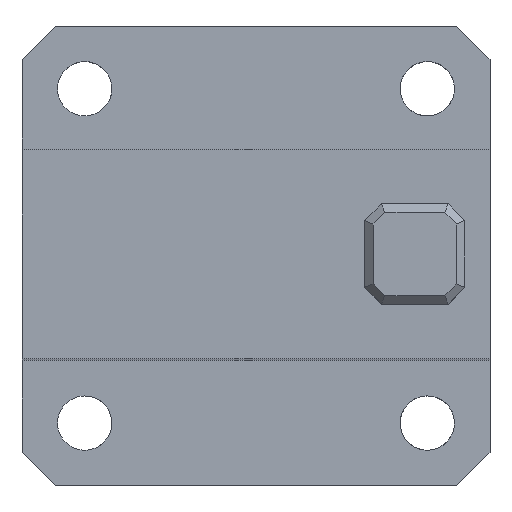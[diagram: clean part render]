
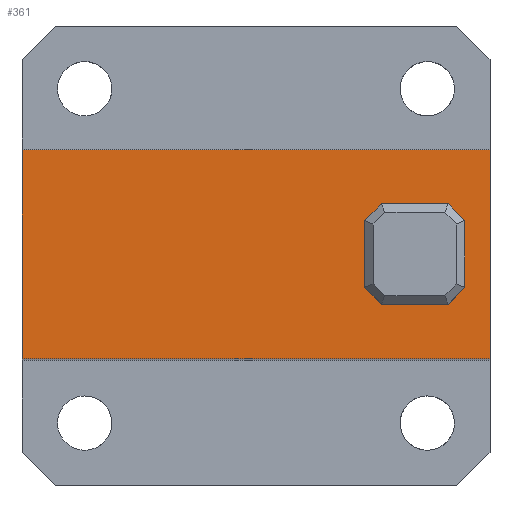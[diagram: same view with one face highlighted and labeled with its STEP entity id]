
A CAD part, top view. The second image highlights one B-rep face of the part: STEP entity #361.
In plain terms, the highlighted planar face has unit normal (0, 0, 1).
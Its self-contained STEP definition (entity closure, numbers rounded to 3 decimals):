
#282=AXIS2_PLACEMENT_3D('Plane Axis2P3D',#279,#280,#281) ;
#43=CARTESIAN_POINT('Vertex',(-28.,-12.5,0.)) ;
#57=CARTESIAN_POINT('Vertex',(28.,-12.5,0.)) ;
#60=CARTESIAN_POINT('Line Origine',(0.,-12.5,0.)) ;
#77=CARTESIAN_POINT('Line Origine',(-28.,0.,0.)) ;
#81=CARTESIAN_POINT('Vertex',(-28.,12.5,0.)) ;
#230=CARTESIAN_POINT('Vertex',(28.,12.5,0.)) ;
#233=CARTESIAN_POINT('Line Origine',(28.,0.,0.)) ;
#279=CARTESIAN_POINT('Axis2P3D Location',(0.,0.,0.)) ;
#284=CARTESIAN_POINT('Line Origine',(0.,12.5,0.)) ;
#295=CARTESIAN_POINT('Line Origine',(24.,5.,0.)) ;
#299=CARTESIAN_POINT('Vertex',(23.,6.,0.)) ;
#301=CARTESIAN_POINT('Vertex',(25.,4.,0.)) ;
#304=CARTESIAN_POINT('Line Origine',(25.,0.,0.)) ;
#308=CARTESIAN_POINT('Vertex',(25.,-4.,0.)) ;
#311=CARTESIAN_POINT('Line Origine',(24.,-5.,0.)) ;
#315=CARTESIAN_POINT('Vertex',(23.,-6.,0.)) ;
#318=CARTESIAN_POINT('Line Origine',(19.,-6.,0.)) ;
#322=CARTESIAN_POINT('Vertex',(15.,-6.,0.)) ;
#325=CARTESIAN_POINT('Line Origine',(14.,-5.,0.)) ;
#329=CARTESIAN_POINT('Vertex',(13.,-4.,0.)) ;
#332=CARTESIAN_POINT('Line Origine',(13.,0.,0.)) ;
#336=CARTESIAN_POINT('Vertex',(13.,4.,0.)) ;
#339=CARTESIAN_POINT('Line Origine',(14.,5.,0.)) ;
#343=CARTESIAN_POINT('Vertex',(15.,6.,0.)) ;
#346=CARTESIAN_POINT('Line Origine',(19.,6.,0.)) ;
#61=DIRECTION('Vector Direction',(1.,0.,0.)) ;
#78=DIRECTION('Vector Direction',(0.,-1.,0.)) ;
#234=DIRECTION('Vector Direction',(0.,1.,0.)) ;
#280=DIRECTION('Axis2P3D Direction',(0.,0.,1.)) ;
#281=DIRECTION('Axis2P3D XDirection',(0.,-1.,0.)) ;
#285=DIRECTION('Vector Direction',(1.,0.,0.)) ;
#296=DIRECTION('Vector Direction',(0.707,-0.707,0.)) ;
#305=DIRECTION('Vector Direction',(0.,1.,0.)) ;
#312=DIRECTION('Vector Direction',(-0.707,-0.707,0.)) ;
#319=DIRECTION('Vector Direction',(-1.,0.,0.)) ;
#326=DIRECTION('Vector Direction',(-0.707,0.707,0.)) ;
#333=DIRECTION('Vector Direction',(0.,1.,0.)) ;
#340=DIRECTION('Vector Direction',(0.707,0.707,0.)) ;
#347=DIRECTION('Vector Direction',(1.,0.,0.)) ;
#62=VECTOR('Line Direction',#61,1.) ;
#79=VECTOR('Line Direction',#78,1.) ;
#235=VECTOR('Line Direction',#234,1.) ;
#286=VECTOR('Line Direction',#285,1.) ;
#297=VECTOR('Line Direction',#296,1.) ;
#306=VECTOR('Line Direction',#305,1.) ;
#313=VECTOR('Line Direction',#312,1.) ;
#320=VECTOR('Line Direction',#319,1.) ;
#327=VECTOR('Line Direction',#326,1.) ;
#334=VECTOR('Line Direction',#333,1.) ;
#341=VECTOR('Line Direction',#340,1.) ;
#348=VECTOR('Line Direction',#347,1.) ;
#290=ORIENTED_EDGE('',*,*,#83,.T.) ;
#291=ORIENTED_EDGE('',*,*,#64,.T.) ;
#292=ORIENTED_EDGE('',*,*,#237,.T.) ;
#293=ORIENTED_EDGE('',*,*,#288,.F.) ;
#352=ORIENTED_EDGE('',*,*,#303,.T.) ;
#353=ORIENTED_EDGE('',*,*,#310,.T.) ;
#354=ORIENTED_EDGE('',*,*,#317,.T.) ;
#355=ORIENTED_EDGE('',*,*,#324,.T.) ;
#356=ORIENTED_EDGE('',*,*,#331,.T.) ;
#357=ORIENTED_EDGE('',*,*,#338,.T.) ;
#358=ORIENTED_EDGE('',*,*,#345,.T.) ;
#359=ORIENTED_EDGE('',*,*,#350,.T.) ;
#360=FACE_BOUND('',#351,.T.) ;
#361=ADVANCED_FACE('01_SSS02_\X2\89D2578B30B330A230593063307D3093672C4F53\X0\',(#294,#360),#283,.T.) ;
#64=EDGE_CURVE('',#44,#58,#63,.T.) ;
#83=EDGE_CURVE('',#82,#44,#80,.T.) ;
#237=EDGE_CURVE('',#58,#231,#236,.T.) ;
#288=EDGE_CURVE('',#82,#231,#287,.T.) ;
#303=EDGE_CURVE('',#300,#302,#298,.T.) ;
#310=EDGE_CURVE('',#302,#309,#307,.F.) ;
#317=EDGE_CURVE('',#309,#316,#314,.T.) ;
#324=EDGE_CURVE('',#316,#323,#321,.T.) ;
#331=EDGE_CURVE('',#323,#330,#328,.T.) ;
#338=EDGE_CURVE('',#330,#337,#335,.T.) ;
#345=EDGE_CURVE('',#337,#344,#342,.T.) ;
#350=EDGE_CURVE('',#344,#300,#349,.T.) ;
#289=EDGE_LOOP('',(#290,#291,#292,#293)) ;
#351=EDGE_LOOP('',(#352,#353,#354,#355,#356,#357,#358,#359)) ;
#294=FACE_OUTER_BOUND('',#289,.T.) ;
#63=LINE('Line',#60,#62) ;
#80=LINE('Line',#77,#79) ;
#236=LINE('Line',#233,#235) ;
#287=LINE('Line',#284,#286) ;
#298=LINE('Line',#295,#297) ;
#307=LINE('Line',#304,#306) ;
#314=LINE('Line',#311,#313) ;
#321=LINE('Line',#318,#320) ;
#328=LINE('Line',#325,#327) ;
#335=LINE('Line',#332,#334) ;
#342=LINE('Line',#339,#341) ;
#349=LINE('Line',#346,#348) ;
#283=PLANE('Plane',#282) ;
#44=VERTEX_POINT('',#43) ;
#58=VERTEX_POINT('',#57) ;
#82=VERTEX_POINT('',#81) ;
#231=VERTEX_POINT('',#230) ;
#300=VERTEX_POINT('',#299) ;
#302=VERTEX_POINT('',#301) ;
#309=VERTEX_POINT('',#308) ;
#316=VERTEX_POINT('',#315) ;
#323=VERTEX_POINT('',#322) ;
#330=VERTEX_POINT('',#329) ;
#337=VERTEX_POINT('',#336) ;
#344=VERTEX_POINT('',#343) ;
